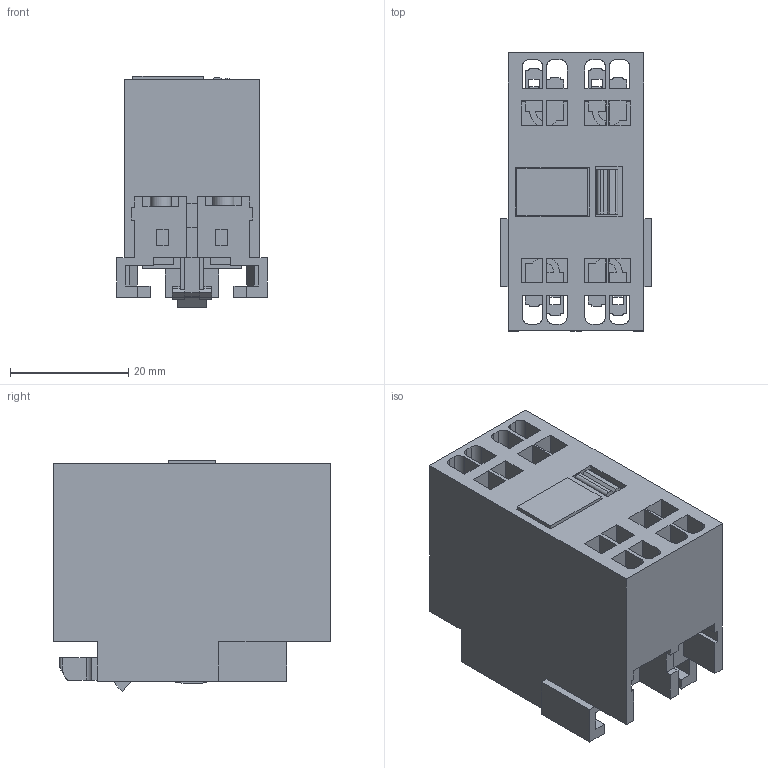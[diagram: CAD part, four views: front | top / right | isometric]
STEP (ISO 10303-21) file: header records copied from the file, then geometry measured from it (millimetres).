
FILE_DESCRIPTION((''),'2;1');
FILE_NAME('1637302589815_ASM','2021-11-19T11:46:30',('SESA540900'),('Schneider-Electric'),'CREO PARAMETRIC BY PTC INC, 2019471','CREO PARAMETRIC BY PTC INC, 2019471','');
FILE_SCHEMA(('AP242_MANAGED_MODEL_BASED_3D_ENGINEERING_MIM_LF { 1 0 10303 442 1 1 4 }'));
Length unit declared in the file: millimetre
Products named in the file (4): EMPTYNODE_1637302589897_ASM; LADNXX3-2CT-3D-SIMPLIFIED; LADNXX3-2CT-3D_ASM; 1637302589815_ASM
Assembly tree (3 placements, depth 3):
  1637302589815_ASM
    EMPTYNODE_1637302589897_ASM
    LADNXX3-2CT-3D_ASM
      LADNXX3-2CT-3D-SIMPLIFIED
Bounding box: 25.5 x 47 x 39.2 mm (x, y, z)
Volume: 20691.5 mm3; surface area: 17745.2 mm2
Topology: 3 solids, 3 shells, 569 faces, 1646 edges, 1084 vertices
Faces by surface type: plane 481, cylinder 56, extrusion 32
Entity records: 27420 total; most frequent: CARTESIAN_POINT 3885, ORIENTED_EDGE 3276, DIRECTION 2858, PRESENTATION_STYLE_ASSIGNMENT 1923, STYLED_ITEM 1667, CURVE_STYLE 1664, EDGE_CURVE 1638, VECTOR 1496
